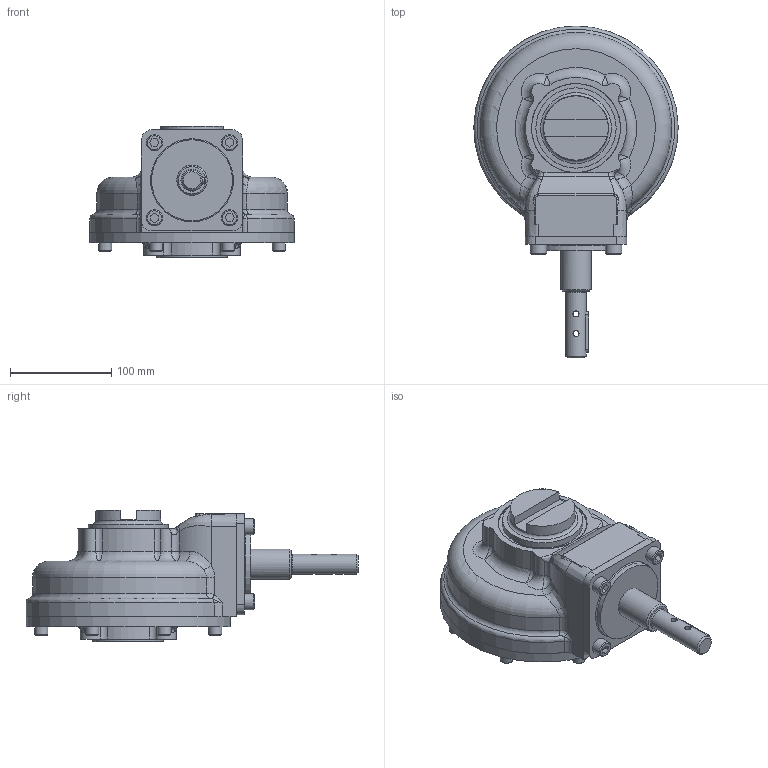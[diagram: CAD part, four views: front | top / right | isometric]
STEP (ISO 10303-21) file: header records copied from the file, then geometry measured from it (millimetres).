
FILE_DESCRIPTION( ( 'Unknown' ), '1' );
FILE_NAME( 'PUB-HOB4-F10.stp', 'Unknown', ( 'Unknown' ), ( 'Unknown' ), 'PSStep 16.0.42', 'Unknown', ' ' );
FILE_SCHEMA( ( 'AUTOMOTIVE_DESIGN { 1 0 10303 214 1 1 1 1 }' ) );
Length unit declared in the file: millimetre
Products named in the file (21): 1; 2; 3; 4; 5; 6; 7; 8; 9; 10; 11; 12; 13; 14; 15; 16; 17; 18; 19; 20; IB4A535-1
Bounding box: 202 x 328.27 x 130.5 mm (x, y, z)
Surface area: 192629 mm2 (no closed solid volume)
Topology: 0 solids, 373 shells, 373 faces, 1757 edges, 1675 vertices
Faces by surface type: plane 137, cylinder 97, torus 52, bspline 48, cone 23, sphere 16
Full cylindrical faces by diameter (mm): 6 x2, 8.5 x4, 13 x8, 16 x4, 20 x1, 30 x1, 55.05 x1, 69.95 x1, 79.375 x1, 80 x1, 84.95 x1, 88 x1, 202 x1
Entity records: 33531 total; most frequent: CARTESIAN_POINT 17435, DIRECTION 2856, VERTEX_POINT 1650, ORIENTED_EDGE 1646, EDGE_CURVE 1646, AXIS2_PLACEMENT_3D 1086, CIRCLE 714, LINE 684
